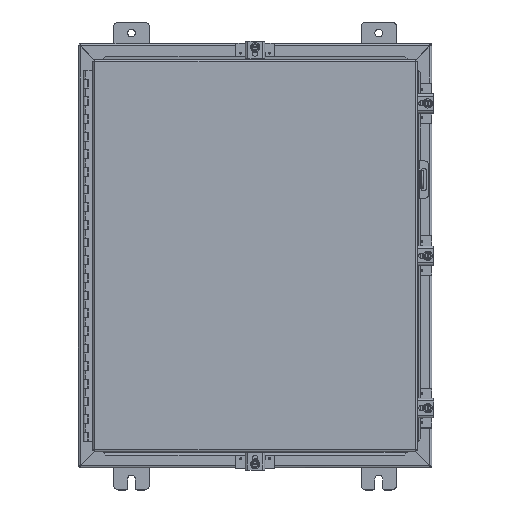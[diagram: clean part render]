
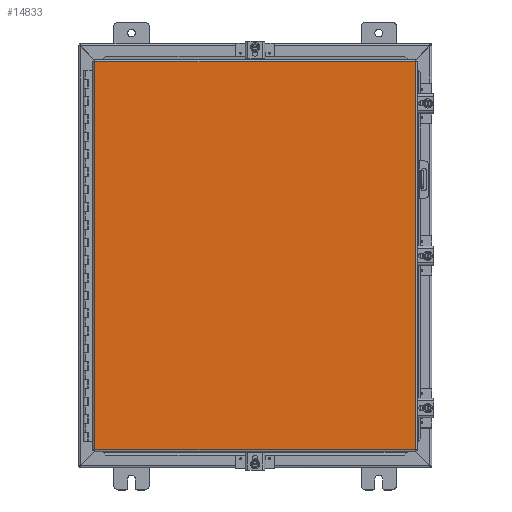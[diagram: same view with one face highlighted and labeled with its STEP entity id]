
A CAD part, top view. The second image highlights one B-rep face of the part: STEP entity #14833.
In plain terms, the highlighted face is planar.
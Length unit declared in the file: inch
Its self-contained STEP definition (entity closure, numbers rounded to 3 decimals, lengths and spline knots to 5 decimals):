
#1307=PLANE('',#16152);
#1945=FACE_OUTER_BOUND('',#2770,.T.);
#2770=EDGE_LOOP('',(#11694,#11695,#11696,#11697));
#3813=LINE('',#23573,#5283);
#3819=LINE('',#23694,#5289);
#3829=LINE('',#23847,#5299);
#3832=LINE('',#23880,#5302);
#5283=VECTOR('',#18428,0.3937);
#5289=VECTOR('',#18442,0.3937);
#5299=VECTOR('',#18464,0.3937);
#5302=VECTOR('',#18473,0.3937);
#7153=VERTEX_POINT('',#23564);
#7154=VERTEX_POINT('',#23572);
#7157=VERTEX_POINT('',#23642);
#7158=VERTEX_POINT('',#23686);
#8802=EDGE_CURVE('',#7154,#7153,#3813,.T.);
#8815=EDGE_CURVE('',#7157,#7158,#3819,.T.);
#8832=EDGE_CURVE('',#7153,#7157,#3829,.T.);
#8836=EDGE_CURVE('',#7158,#7154,#3832,.T.);
#11694=ORIENTED_EDGE('',*,*,#8832,.T.);
#11695=ORIENTED_EDGE('',*,*,#8815,.T.);
#11696=ORIENTED_EDGE('',*,*,#8836,.T.);
#11697=ORIENTED_EDGE('',*,*,#8802,.T.);
#14833=ADVANCED_FACE('',(#1945),#1307,.F.);
#16152=AXIS2_PLACEMENT_3D('',#23960,#18487,#18488);
#18428=DIRECTION('',(-1.,0.,0.));
#18442=DIRECTION('',(1.,0.,0.));
#18464=DIRECTION('',(0.,1.,0.));
#18473=DIRECTION('',(0.,-1.,0.));
#18487=DIRECTION('center_axis',(0.,0.,1.));
#18488=DIRECTION('ref_axis',(1.,0.,0.));
#23564=CARTESIAN_POINT('',(-9.08225,-10.9885,0.));
#23572=CARTESIAN_POINT('',(9.08225,-10.9885,0.));
#23573=CARTESIAN_POINT('',(4.54113,-10.9885,0.));
#23642=CARTESIAN_POINT('',(-9.08225,10.9885,0.));
#23686=CARTESIAN_POINT('',(9.08225,10.9885,0.));
#23694=CARTESIAN_POINT('',(-4.59375,10.9885,0.));
#23847=CARTESIAN_POINT('',(-9.08225,-5.49425,0.));
#23880=CARTESIAN_POINT('',(9.08225,5.49425,0.));
#23960=CARTESIAN_POINT('Origin',(0.,0.,
0.));
